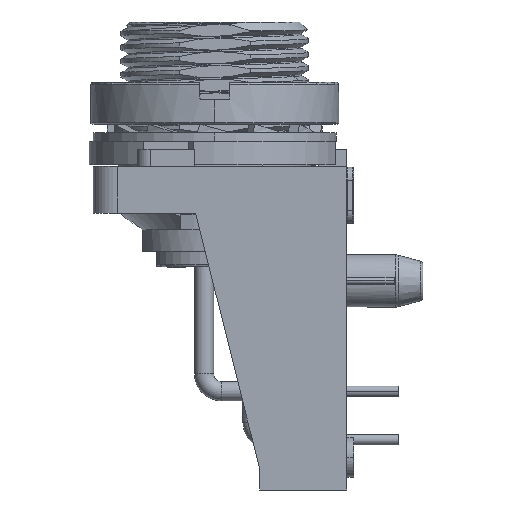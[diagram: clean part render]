
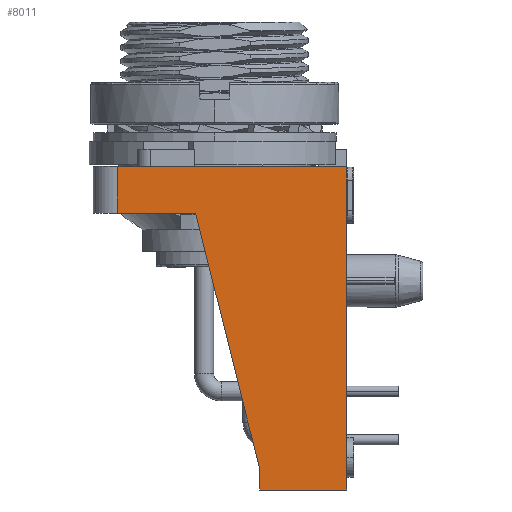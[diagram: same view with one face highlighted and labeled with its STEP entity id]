
A CAD part, left-side view. The second image highlights one B-rep face of the part: STEP entity #8011.
In plain terms, the highlighted planar face has unit normal (-1, 0, 0).
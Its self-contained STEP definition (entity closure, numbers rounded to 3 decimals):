
#129 = CARTESIAN_POINT ( 'NONE',  ( -7.75, 5.6, -1.43 ) ) ;
#343 = EDGE_LOOP ( 'NONE', ( #37228, #23826, #23714, #7935, #6497, #25892, #18283, #7481, #32994, #26073, #16350 ) ) ;
#1898 = EDGE_CURVE ( 'NONE', #12007, #39857, #11852, .T. ) ;
#2127 = CARTESIAN_POINT ( 'NONE',  ( -7.75, -7.6, -17.37 ) ) ;
#2627 = VERTEX_POINT ( 'NONE', #29063 ) ;
#3243 = CARTESIAN_POINT ( 'NONE',  ( -7.75, -2.6, -17.37 ) ) ;
#3627 = CARTESIAN_POINT ( 'NONE',  ( -7.75, -7.6, -1.37 ) ) ;
#4781 = LINE ( 'NONE', #6085, #27235 ) ;
#5533 = DIRECTION ( 'NONE',  ( 0., 0., 1. ) ) ;
#5571 = CARTESIAN_POINT ( 'NONE',  ( -7.75, -7.601, 0.488 ) ) ;
#5725 = DIRECTION ( 'NONE',  ( 0., 0., 1. ) ) ;
#6085 = CARTESIAN_POINT ( 'NONE',  ( -7.75, -7.6, -17.37 ) ) ;
#6299 = VECTOR ( 'NONE', #27086, 1000. ) ;
#6497 = ORIENTED_EDGE ( 'NONE', *, *, #22197, .F. ) ;
#6752 = CARTESIAN_POINT ( 'NONE',  ( -7.75, 5.6, 1.27 ) ) ;
#6761 = VERTEX_POINT ( 'NONE', #17951 ) ;
#6787 = CARTESIAN_POINT ( 'NONE',  ( -7.75, -7.6, -1.396 ) ) ;
#6822 = EDGE_CURVE ( 'NONE', #39857, #6910, #6983, .T. ) ;
#6910 = VERTEX_POINT ( 'NONE', #129 ) ;
#6983 = LINE ( 'NONE', #21184, #17780 ) ;
#7274 = EDGE_CURVE ( 'NONE', #18937, #2627, #19895, .T. ) ;
#7397 = EDGE_CURVE ( 'NONE', #23637, #17292, #29295, .T. ) ;
#7481 = ORIENTED_EDGE ( 'NONE', *, *, #10646, .T. ) ;
#7571 = CARTESIAN_POINT ( 'NONE',  ( -7.75, -7.6, 0.606 ) ) ;
#7935 = ORIENTED_EDGE ( 'NONE', *, *, #14301, .F. ) ;
#8011 = ADVANCED_FACE ( 'NONE', ( #40206 ), #33845, .T. ) ;
#8138 = VECTOR ( 'NONE', #35723, 1000. ) ;
#8326 = CARTESIAN_POINT ( 'NONE',  ( -7.75, 1.1, -1.43 ) ) ;
#8868 = CARTESIAN_POINT ( 'NONE',  ( -7.75, -7.601, 0.497 ) ) ;
#9389 = VECTOR ( 'NONE', #30877, 1000. ) ;
#9512 = DIRECTION ( 'NONE',  ( 0., 0.243, 0.97 ) ) ;
#9721 = LINE ( 'NONE', #2127, #6299 ) ;
#9792 = CARTESIAN_POINT ( 'NONE',  ( -7.75, -7.601, -1.27 ) ) ;
#10646 = EDGE_CURVE ( 'NONE', #19032, #17292, #9721, .T. ) ;
#10791 = VECTOR ( 'NONE', #5725, 1000. ) ;
#10903 = LINE ( 'NONE', #14764, #31413 ) ;
#11688 = DIRECTION ( 'NONE',  ( 0., 1., 0. ) ) ;
#11852 = LINE ( 'NONE', #21717, #9389 ) ;
#12007 = VERTEX_POINT ( 'NONE', #37949 ) ;
#12660 = VERTEX_POINT ( 'NONE', #21919 ) ;
#14301 = EDGE_CURVE ( 'NONE', #39739, #6910, #35536, .T. ) ;
#14764 = CARTESIAN_POINT ( 'NONE',  ( -7.75, -7.601, 0.48 ) ) ;
#15045 = LINE ( 'NONE', #31895, #30633 ) ;
#15411 = DIRECTION ( 'NONE',  ( -1., 0., 0. ) ) ;
#15586 = CARTESIAN_POINT ( 'NONE',  ( -7.75, -7.6, -1.336 ) ) ;
#16350 = ORIENTED_EDGE ( 'NONE', *, *, #7274, .F. ) ;
#17292 = VERTEX_POINT ( 'NONE', #40460 ) ;
#17780 = VECTOR ( 'NONE', #18347, 1000. ) ;
#17951 = CARTESIAN_POINT ( 'NONE',  ( -7.75, -2.6, -17.37 ) ) ;
#18059 = CARTESIAN_POINT ( 'NONE',  ( -7.75, -7.601, 0.506 ) ) ;
#18283 = ORIENTED_EDGE ( 'NONE', *, *, #38934, .T. ) ;
#18347 = DIRECTION ( 'NONE',  ( 0., 0., -1. ) ) ;
#18937 = VERTEX_POINT ( 'NONE', #7571 ) ;
#19032 = VERTEX_POINT ( 'NONE', #22882 ) ;
#19895 = B_SPLINE_CURVE_WITH_KNOTS ( 'NONE', 3,
 ( #21440, #30417, #21682, #18059, #8868, #5571, #30977 ),
 .UNSPECIFIED., .F., .F.,
 ( 4, 3, 4 ),
 ( 0., 0., 0. ),
 .UNSPECIFIED. ) ;
#20246 = CARTESIAN_POINT ( 'NONE',  ( -7.75, -2.6, -17.37 ) ) ;
#20650 = EDGE_CURVE ( 'NONE', #18937, #12007, #4781, .T. ) ;
#21184 = CARTESIAN_POINT ( 'NONE',  ( -7.75, 5.6, 1.27 ) ) ;
#21409 = CARTESIAN_POINT ( 'NONE',  ( -7.75, -7.6, -17.37 ) ) ;
#21440 = CARTESIAN_POINT ( 'NONE',  ( -7.75, -7.6, 0.606 ) ) ;
#21682 = CARTESIAN_POINT ( 'NONE',  ( -7.75, -7.601, 0.539 ) ) ;
#21717 = CARTESIAN_POINT ( 'NONE',  ( -7.75, -7.6, 1.27 ) ) ;
#21821 = CARTESIAN_POINT ( 'NONE',  ( -7.75, -7.6, -1.379 ) ) ;
#21919 = CARTESIAN_POINT ( 'NONE',  ( -7.75, -2.6, -16.17 ) ) ;
#22048 = LINE ( 'NONE', #3243, #10791 ) ;
#22197 = EDGE_CURVE ( 'NONE', #12660, #39739, #15045, .T. ) ;
#22882 = CARTESIAN_POINT ( 'NONE',  ( -7.75, -7.6, -17.37 ) ) ;
#23504 = CARTESIAN_POINT ( 'NONE',  ( -7.75, 1.1, -1.43 ) ) ;
#23637 = VERTEX_POINT ( 'NONE', #30754 ) ;
#23714 = ORIENTED_EDGE ( 'NONE', *, *, #6822, .T. ) ;
#23826 = ORIENTED_EDGE ( 'NONE', *, *, #1898, .T. ) ;
#24276 = LINE ( 'NONE', #20246, #8138 ) ;
#25892 = ORIENTED_EDGE ( 'NONE', *, *, #34432, .F. ) ;
#26073 = ORIENTED_EDGE ( 'NONE', *, *, #26463, .F. ) ;
#26463 = EDGE_CURVE ( 'NONE', #2627, #23637, #10903, .T. ) ;
#27086 = DIRECTION ( 'NONE',  ( 0., 0., 1. ) ) ;
#27235 = VECTOR ( 'NONE', #40417, 1000. ) ;
#29063 = CARTESIAN_POINT ( 'NONE',  ( -7.75, -7.601, 0.48 ) ) ;
#29295 = B_SPLINE_CURVE_WITH_KNOTS ( 'NONE', 3,
 ( #9792, #40570, #15586, #3627, #21821, #37559, #6787 ),
 .UNSPECIFIED., .F., .F.,
 ( 4, 3, 4 ),
 ( 0., 0., 0. ),
 .UNSPECIFIED. ) ;
#30417 = CARTESIAN_POINT ( 'NONE',  ( -7.75, -7.6, 0.573 ) ) ;
#30633 = VECTOR ( 'NONE', #9512, 1000. ) ;
#30754 = CARTESIAN_POINT ( 'NONE',  ( -7.75, -7.601, -1.27 ) ) ;
#30877 = DIRECTION ( 'NONE',  ( 0., 1., 0. ) ) ;
#30977 = CARTESIAN_POINT ( 'NONE',  ( -7.75, -7.601, 0.48 ) ) ;
#31413 = VECTOR ( 'NONE', #36330, 1000. ) ;
#31895 = CARTESIAN_POINT ( 'NONE',  ( -7.75, -2.6, -16.17 ) ) ;
#32570 = VECTOR ( 'NONE', #11688, 1000. ) ;
#32994 = ORIENTED_EDGE ( 'NONE', *, *, #7397, .F. ) ;
#33845 = PLANE ( 'NONE',  #39444 ) ;
#34432 = EDGE_CURVE ( 'NONE', #6761, #12660, #22048, .T. ) ;
#35536 = LINE ( 'NONE', #23504, #32570 ) ;
#35723 = DIRECTION ( 'NONE',  ( 0., -1., 0. ) ) ;
#36330 = DIRECTION ( 'NONE',  ( 0., 0., -1. ) ) ;
#37228 = ORIENTED_EDGE ( 'NONE', *, *, #20650, .T. ) ;
#37559 = CARTESIAN_POINT ( 'NONE',  ( -7.75, -7.6, -1.387 ) ) ;
#37949 = CARTESIAN_POINT ( 'NONE',  ( -7.75, -7.6, 1.27 ) ) ;
#38934 = EDGE_CURVE ( 'NONE', #6761, #19032, #24276, .T. ) ;
#39444 = AXIS2_PLACEMENT_3D ( 'NONE', #21409, #15411, #5533 ) ;
#39739 = VERTEX_POINT ( 'NONE', #8326 ) ;
#39857 = VERTEX_POINT ( 'NONE', #6752 ) ;
#40206 = FACE_OUTER_BOUND ( 'NONE', #343, .T. ) ;
#40417 = DIRECTION ( 'NONE',  ( 0., 0., 1. ) ) ;
#40460 = CARTESIAN_POINT ( 'NONE',  ( -7.75, -7.6, -1.396 ) ) ;
#40570 = CARTESIAN_POINT ( 'NONE',  ( -7.75, -7.601, -1.303 ) ) ;
